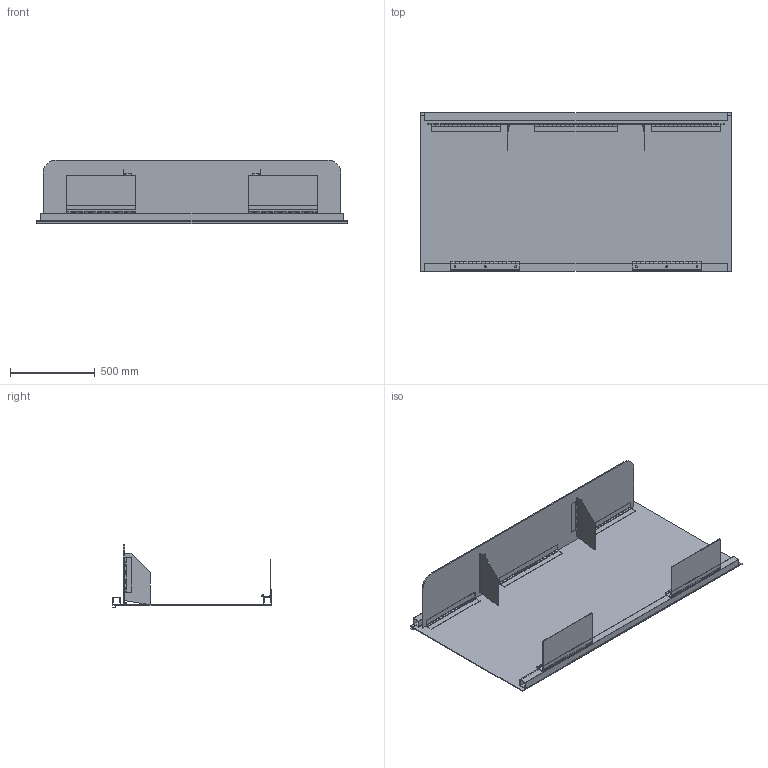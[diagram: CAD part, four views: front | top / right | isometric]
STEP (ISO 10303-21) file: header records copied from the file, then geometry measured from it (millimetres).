
FILE_DESCRIPTION(/* description */ (''),/* implementation_level */ '2;1');
FILE_NAME(/* name */ 'FE-00004_ASM_2_ASM.stp',/* time_stamp */ '2017-01-08T11:26:28-05:00',/* author */ ('jeff1'),/* organization */ (''),/* preprocessor_version */ 'ST-DEVELOPER v16.5',/* originating_system */ 'Autodesk Inventor 2017',/* authorisation */ '');
FILE_SCHEMA (('AUTOMOTIVE_DESIGN { 1 0 10303 214 3 1 1 }'));
Length unit declared in the file: inch
Products named in the file (22): FE-00004_ASM_2_ASM; FE-00004-01_1; FE-00004-05_1; FE-00004-04_1; FE-00004-02_ASM_1_ASM; FE-00004-02-A_1; FE-00004-02-B_1; FE-00004-03_ASM_1_ASM; FE-00004-03-A_1; FE-00004-03-B_1; FE-00004-03-C_1; FE-00004-06_1; FE-00004-09_1; FE-00004-08_ASM_1_ASM; FE-00004-08-A_1; FE-00004-08-C_1; FE-00004-07_ASM_1_ASM; FE-00004-07-A_AF2_1; FE-00004-07-A_AF3_1; FE-00004-07-A_1; FE-00004-07-B_1; FE-00004-10_1
Assembly tree (31 placements, depth 3):
  FE-00004_ASM_2_ASM
    FE-00004-01_1
    FE-00004-05_1
    FE-00004-04_1  x2
    FE-00004-02_ASM_1_ASM  x2
      FE-00004-02-A_1
      FE-00004-02-B_1
    FE-00004-03_ASM_1_ASM
      FE-00004-03-A_1
      FE-00004-03-B_1
      FE-00004-03-C_1
    FE-00004-06_1
    FE-00004-09_1  x2
    FE-00004-08_ASM_1_ASM  x2
      FE-00004-08-A_1
      FE-00004-08-C_1
    FE-00004-07_ASM_1_ASM  x2
      FE-00004-07-A_1
      FE-00004-07-A_AF2_1
      FE-00004-07-B_1
      FE-00004-07-A_AF3_1
    FE-00004-10_1  x2
Bounding box: 1828.8 x 933.45 x 374.65 mm (x, y, z)
Volume: 15646556.6 mm3; surface area: 7247339.1 mm2
Topology: 36 solids, 36 shells, 967 faces, 2685 edges, 1790 vertices
Faces by surface type: plane 682, cylinder 285
Full cylindrical faces by diameter (mm): 6.35 x9, 9.525 x6
Entity records: 14145 total; most frequent: CARTESIAN_POINT 2414, DIRECTION 2356, ORIENTED_EDGE 2320, EDGE_CURVE 1160, LINE 916, VECTOR 916, VERTEX_POINT 778, AXIS2_PLACEMENT_3D 720
